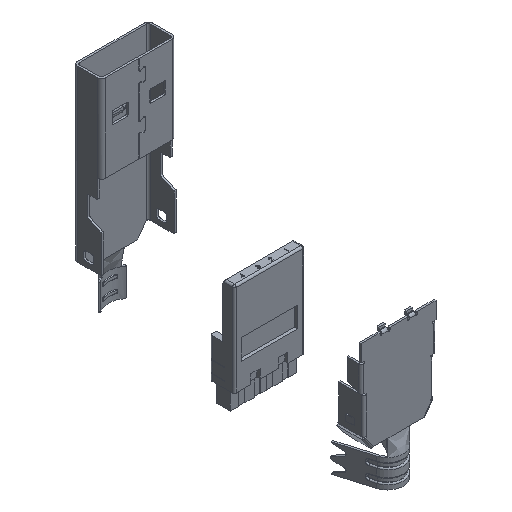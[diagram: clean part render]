
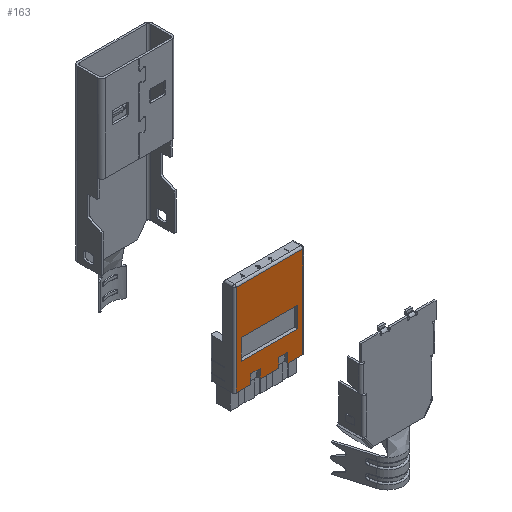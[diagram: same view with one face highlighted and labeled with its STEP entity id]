
A CAD part, isometric view. The second image highlights one B-rep face of the part: STEP entity #163.
In plain terms, the highlighted planar face has unit normal (0, -1, 0).
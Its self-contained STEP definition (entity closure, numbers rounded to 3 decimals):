
#163 = ADVANCED_FACE ( '?3', ( #36086, #31059 ), #8309, .T. ) ;
#380 = LINE ( 'NONE', #3342, #23746 ) ;
#760 = EDGE_CURVE ( 'NONE', #23781, #17368, #32792, .T. ) ;
#812 = LINE ( 'NONE', #35135, #28341 ) ;
#962 = VECTOR ( 'NONE', #3953, 1000. ) ;
#977 = CARTESIAN_POINT ( 'NONE',  ( -2.98, -1.925, -15. ) ) ;
#1303 = VECTOR ( 'NONE', #21601, 1000. ) ;
#1313 = DIRECTION ( 'NONE',  ( 0., 0., 1. ) ) ;
#1681 = ORIENTED_EDGE ( 'NONE', *, *, #7303, .F. ) ;
#1961 = CARTESIAN_POINT ( 'NONE',  ( -2.98, -1.925, -13.5 ) ) ;
#2255 = ORIENTED_EDGE ( 'NONE', *, *, #12016, .F. ) ;
#2546 = CARTESIAN_POINT ( 'NONE',  ( 4.5, -1.925, -11. ) ) ;
#2727 = ORIENTED_EDGE ( 'NONE', *, *, #21238, .T. ) ;
#2810 = CARTESIAN_POINT ( 'NONE',  ( 5.35, -1.925, -15. ) ) ;
#2898 = ORIENTED_EDGE ( 'NONE', *, *, #12170, .F. ) ;
#3196 = VERTEX_POINT ( 'NONE', #13340 ) ;
#3305 = CARTESIAN_POINT ( 'NONE',  ( -5.65, -1.925, -0.3 ) ) ;
#3342 = CARTESIAN_POINT ( 'NONE',  ( -4.5, -1.925, -11. ) ) ;
#3668 = DIRECTION ( 'NONE',  ( -1., 0., 0. ) ) ;
#3953 = DIRECTION ( 'NONE',  ( 0., 0., -1. ) ) ;
#4337 = CARTESIAN_POINT ( 'NONE',  ( -4.5, -1.925, -7.7 ) ) ;
#4599 = AXIS2_PLACEMENT_3D ( 'NONE', #4757, #10558, #13540 ) ;
#4757 = CARTESIAN_POINT ( 'NONE',  ( -5.65, -1.925, -18. ) ) ;
#4958 = DIRECTION ( 'NONE',  ( -1., 0., 0. ) ) ;
#5847 = VECTOR ( 'NONE', #26839, 1000. ) ;
#6025 = VERTEX_POINT ( 'NONE', #11042 ) ;
#6069 = VECTOR ( 'NONE', #7758, 1000. ) ;
#6608 = VERTEX_POINT ( 'NONE', #18264 ) ;
#7303 = EDGE_CURVE ( 'NONE', #27677, #24909, #29535, .T. ) ;
#7441 = ORIENTED_EDGE ( 'NONE', *, *, #16134, .T. ) ;
#7564 = CARTESIAN_POINT ( 'NONE',  ( -5.65, -1.925, -15. ) ) ;
#7705 = DIRECTION ( 'NONE',  ( 0., 0., 1. ) ) ;
#7758 = DIRECTION ( 'NONE',  ( 0., 0., -1. ) ) ;
#7937 = CARTESIAN_POINT ( 'NONE',  ( 1.52, -1.925, -13.5 ) ) ;
#7948 = CARTESIAN_POINT ( 'NONE',  ( -5.35, -1.925, -18. ) ) ;
#7976 = LINE ( 'NONE', #2546, #31441 ) ;
#7985 = ORIENTED_EDGE ( 'NONE', *, *, #35443, .T. ) ;
#8309 = PLANE ( 'NONE',  #4599 ) ;
#9761 = CARTESIAN_POINT ( 'NONE',  ( 2.98, -1.925, -13.5 ) ) ;
#10026 = CARTESIAN_POINT ( 'NONE',  ( -1.5, -1.925, -15. ) ) ;
#10498 = CARTESIAN_POINT ( 'NONE',  ( 2.98, -1.925, -15. ) ) ;
#10523 = LINE ( 'NONE', #19128, #27138 ) ;
#10558 = DIRECTION ( 'NONE',  ( 0., -1., 0. ) ) ;
#10654 = EDGE_CURVE ( 'NONE', #3196, #22050, #7976, .T. ) ;
#11042 = CARTESIAN_POINT ( 'NONE',  ( -1.5, -1.925, -13.5 ) ) ;
#11125 = VECTOR ( 'NONE', #22329, 1000. ) ;
#11153 = VECTOR ( 'NONE', #1313, 1000. ) ;
#11803 = EDGE_CURVE ( 'NONE', #6025, #27677, #31072, .T. ) ;
#12016 = EDGE_CURVE ( 'NONE', #20943, #16065, #812, .T. ) ;
#12170 = EDGE_CURVE ( 'NONE', #17368, #6608, #10523, .T. ) ;
#12201 = DIRECTION ( 'NONE',  ( 0., 0., -1. ) ) ;
#13187 = EDGE_CURVE ( 'NONE', #33174, #6025, #16880, .T. ) ;
#13340 = CARTESIAN_POINT ( 'NONE',  ( 4.5, -1.925, -11. ) ) ;
#13540 = DIRECTION ( 'NONE',  ( 1., 0., 0. ) ) ;
#14092 = VERTEX_POINT ( 'NONE', #15636 ) ;
#14719 = EDGE_CURVE ( 'NONE', #16065, #3196, #380, .T. ) ;
#14981 = EDGE_CURVE ( 'NONE', #6608, #33174, #24821, .T. ) ;
#15311 = EDGE_LOOP ( 'NONE', ( #2255, #22493, #35041, #20132 ) ) ;
#15448 = CARTESIAN_POINT ( 'NONE',  ( 4.5, -1.925, -7.7 ) ) ;
#15557 = DIRECTION ( 'NONE',  ( 0., 0., 1. ) ) ;
#15636 = CARTESIAN_POINT ( 'NONE',  ( -5.35, -1.925, -0.3 ) ) ;
#15832 = VERTEX_POINT ( 'NONE', #2810 ) ;
#15838 = CARTESIAN_POINT ( 'NONE',  ( 1.52, -1.925, -13.5 ) ) ;
#16065 = VERTEX_POINT ( 'NONE', #34111 ) ;
#16134 = EDGE_CURVE ( '??166', #36709, #14092, #22948, .T. ) ;
#16188 = LINE ( 'NONE', #7948, #6069 ) ;
#16692 = VECTOR ( 'NONE', #4958, 1000. ) ;
#16880 = LINE ( 'NONE', #33446, #19474 ) ;
#17368 = VERTEX_POINT ( 'NONE', #7937 ) ;
#17422 = EDGE_CURVE ( 'NONE', #17489, #23781, #21338, .T. ) ;
#17489 = VERTEX_POINT ( 'NONE', #10498 ) ;
#18264 = CARTESIAN_POINT ( 'NONE',  ( 1.52, -1.925, -15. ) ) ;
#18323 = VECTOR ( 'NONE', #18748, 1000. ) ;
#18748 = DIRECTION ( 'NONE',  ( -1., 0., 0. ) ) ;
#18798 = LINE ( 'NONE', #7564, #1303 ) ;
#18808 = CARTESIAN_POINT ( 'NONE',  ( -2.98, -1.925, -15. ) ) ;
#19128 = CARTESIAN_POINT ( 'NONE',  ( 1.52, -1.925, -15. ) ) ;
#19474 = VECTOR ( 'NONE', #7705, 1000. ) ;
#20132 = ORIENTED_EDGE ( 'NONE', *, *, #14719, .F. ) ;
#20556 = ORIENTED_EDGE ( 'NONE', *, *, #35428, .F. ) ;
#20943 = VERTEX_POINT ( 'NONE', #36713 ) ;
#21158 = CARTESIAN_POINT ( 'NONE',  ( 2.98, -1.925, -15. ) ) ;
#21238 = EDGE_CURVE ( '??80', #15832, #36709, #23552, .T. ) ;
#21338 = LINE ( 'NONE', #21158, #24660 ) ;
#21601 = DIRECTION ( 'NONE',  ( -1., 0., 0. ) ) ;
#22050 = VERTEX_POINT ( 'NONE', #15448 ) ;
#22120 = ORIENTED_EDGE ( 'NONE', *, *, #11803, .F. ) ;
#22287 = DIRECTION ( 'NONE',  ( 0., 0., -1. ) ) ;
#22296 = EDGE_CURVE ( 'NONE', #24909, #26447, #25491, .T. ) ;
#22329 = DIRECTION ( 'NONE',  ( -1., 0., 0. ) ) ;
#22493 = ORIENTED_EDGE ( 'NONE', *, *, #28345, .F. ) ;
#22948 = LINE ( 'NONE', #3305, #30364 ) ;
#23531 = DIRECTION ( 'NONE',  ( 1., 0., 0. ) ) ;
#23552 = LINE ( 'NONE', #29331, #11153 ) ;
#23746 = VECTOR ( 'NONE', #23531, 1000. ) ;
#23781 = VERTEX_POINT ( 'NONE', #9761 ) ;
#24421 = ORIENTED_EDGE ( 'NONE', *, *, #13187, .F. ) ;
#24660 = VECTOR ( 'NONE', #15557, 1000. ) ;
#24821 = LINE ( 'NONE', #34417, #31480 ) ;
#24909 = VERTEX_POINT ( 'NONE', #18808 ) ;
#25048 = CARTESIAN_POINT ( 'NONE',  ( 5.35, -1.925, -0.3 ) ) ;
#25491 = LINE ( 'NONE', #36857, #16692 ) ;
#26447 = VERTEX_POINT ( 'NONE', #32319 ) ;
#26839 = DIRECTION ( 'NONE',  ( -1., 0., 0. ) ) ;
#27137 = EDGE_LOOP ( 'NONE', ( #2898, #28979, #29113, #20556, #2727, #7441, #7985, #32172, #1681, #22120, #24421, #30011 ) ) ;
#27138 = VECTOR ( 'NONE', #22287, 1000. ) ;
#27607 = DIRECTION ( 'NONE',  ( -1., 0., 0. ) ) ;
#27677 = VERTEX_POINT ( 'NONE', #35779 ) ;
#28341 = VECTOR ( 'NONE', #12201, 1000. ) ;
#28345 = EDGE_CURVE ( 'NONE', #22050, #20943, #32884, .T. ) ;
#28979 = ORIENTED_EDGE ( 'NONE', *, *, #760, .F. ) ;
#29113 = ORIENTED_EDGE ( 'NONE', *, *, #17422, .F. ) ;
#29331 = CARTESIAN_POINT ( 'NONE',  ( 5.35, -1.925, -18. ) ) ;
#29535 = LINE ( 'NONE', #977, #962 ) ;
#30011 = ORIENTED_EDGE ( 'NONE', *, *, #14981, .F. ) ;
#30364 = VECTOR ( 'NONE', #3668, 1000. ) ;
#31059 = FACE_BOUND ( 'NONE', #15311, .T. ) ;
#31072 = LINE ( 'NONE', #1961, #11125 ) ;
#31109 = DIRECTION ( 'NONE',  ( 0., 0., 1. ) ) ;
#31441 = VECTOR ( 'NONE', #31109, 1000. ) ;
#31480 = VECTOR ( 'NONE', #27607, 1000. ) ;
#32172 = ORIENTED_EDGE ( 'NONE', *, *, #22296, .F. ) ;
#32319 = CARTESIAN_POINT ( 'NONE',  ( -5.35, -1.925, -15. ) ) ;
#32792 = LINE ( 'NONE', #15838, #5847 ) ;
#32884 = LINE ( 'NONE', #4337, #18323 ) ;
#33174 = VERTEX_POINT ( 'NONE', #10026 ) ;
#33446 = CARTESIAN_POINT ( 'NONE',  ( -1.5, -1.925, -15. ) ) ;
#34111 = CARTESIAN_POINT ( 'NONE',  ( -4.5, -1.925, -11. ) ) ;
#34417 = CARTESIAN_POINT ( 'NONE',  ( -5.65, -1.925, -15. ) ) ;
#35041 = ORIENTED_EDGE ( 'NONE', *, *, #10654, .F. ) ;
#35135 = CARTESIAN_POINT ( 'NONE',  ( -4.5, -1.925, -11. ) ) ;
#35428 = EDGE_CURVE ( 'NONE', #15832, #17489, #18798, .T. ) ;
#35443 = EDGE_CURVE ( 'NONE', #14092, #26447, #16188, .T. ) ;
#35779 = CARTESIAN_POINT ( 'NONE',  ( -2.98, -1.925, -13.5 ) ) ;
#36086 = FACE_OUTER_BOUND ( 'NONE', #27137, .T. ) ;
#36709 = VERTEX_POINT ( 'NONE', #25048 ) ;
#36713 = CARTESIAN_POINT ( 'NONE',  ( -4.5, -1.925, -7.7 ) ) ;
#36857 = CARTESIAN_POINT ( 'NONE',  ( -5.65, -1.925, -15. ) ) ;
